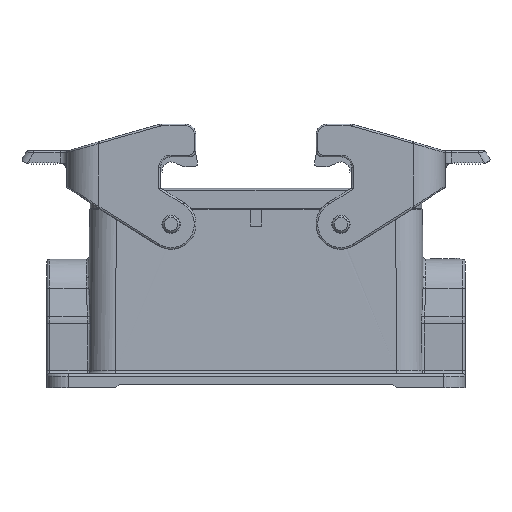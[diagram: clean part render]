
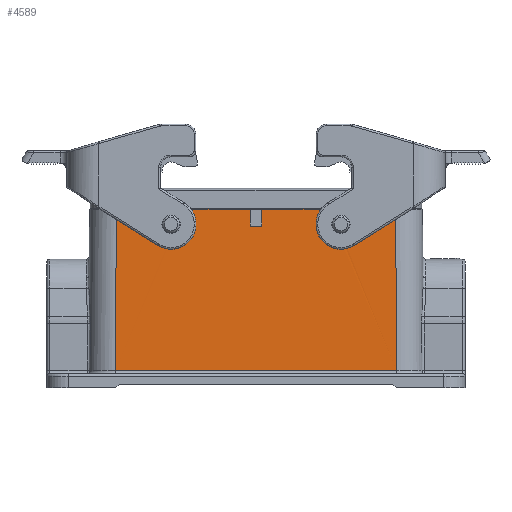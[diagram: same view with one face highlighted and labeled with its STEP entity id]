
A CAD part, front view. The second image highlights one B-rep face of the part: STEP entity #4589.
In plain terms, the highlighted planar face has unit normal (0, -1, 0.007).
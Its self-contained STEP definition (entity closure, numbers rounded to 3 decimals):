
#4589=ADVANCED_FACE('',(#7916,#7917,#7918),#5323,.F.);
#5323=PLANE('',#16160);
#5631=B_SPLINE_CURVE_WITH_KNOTS('',3,(#21540,#21541,#21542,#21543,#21544,
#21545,#21546,#21547,#21548,#21549),.UNSPECIFIED.,.F.,.F.,(4,2,2,2,4),(0.,
0.25,0.5,0.75,1.),.UNSPECIFIED.);
#5632=B_SPLINE_CURVE_WITH_KNOTS('',3,(#21553,#21554,#21555,#21556,#21557,
#21558,#21559,#21560,#21561,#21562),.UNSPECIFIED.,.F.,.F.,(4,2,2,2,4),(0.,
0.25,0.5,0.75,1.),.UNSPECIFIED.);
#5633=B_SPLINE_CURVE_WITH_KNOTS('',3,(#21566,#21567,#21568,#21569,#21570,
#21571,#21572,#21573,#21574,#21575),.UNSPECIFIED.,.F.,.F.,(4,2,2,2,4),(0.,
0.25,0.5,0.75,1.),.UNSPECIFIED.);
#5634=B_SPLINE_CURVE_WITH_KNOTS('',3,(#21579,#21580,#21581,#21582,#21583,
#21584,#21585,#21586,#21587,#21588),.UNSPECIFIED.,.F.,.F.,(4,2,2,2,4),(0.,
0.25,0.5,0.75,1.),.UNSPECIFIED.);
#5858=LINE('',#21021,#6910);
#5862=LINE('',#21038,#6914);
#5995=LINE('',#21537,#7047);
#5996=LINE('',#21551,#7048);
#5997=LINE('',#21563,#7049);
#5998=LINE('',#21577,#7050);
#5999=LINE('',#21589,#7051);
#6000=LINE('',#21591,#7052);
#6001=LINE('',#21593,#7053);
#6002=LINE('',#21594,#7054);
#6003=LINE('',#21596,#7055);
#6004=LINE('',#21598,#7056);
#6910=VECTOR('',#17378,1.);
#6914=VECTOR('',#17390,1.);
#7047=VECTOR('',#17721,1.);
#7048=VECTOR('',#17722,1.);
#7049=VECTOR('',#17723,1.);
#7050=VECTOR('',#17724,1.);
#7051=VECTOR('',#17725,1.);
#7052=VECTOR('',#17726,1.);
#7053=VECTOR('',#17727,1.);
#7054=VECTOR('',#17728,1.);
#7055=VECTOR('',#17729,1.);
#7056=VECTOR('',#17730,1.);
#7916=FACE_BOUND('',#8118,.T.);
#7917=FACE_BOUND('',#8119,.T.);
#7918=FACE_BOUND('',#8120,.T.);
#8118=EDGE_LOOP('',(#9246,#9247,#9248,#9249));
#8119=EDGE_LOOP('',(#9250,#9251,#9252,#9253));
#8120=EDGE_LOOP('',(#9254,#9255,#9256,#9257,#9258,#9259,#9260,#9261));
#9246=ORIENTED_EDGE('',*,*,#13936,.T.);
#9247=ORIENTED_EDGE('',*,*,#13937,.T.);
#9248=ORIENTED_EDGE('',*,*,#13938,.T.);
#9249=ORIENTED_EDGE('',*,*,#13939,.T.);
#9250=ORIENTED_EDGE('',*,*,#13940,.T.);
#9251=ORIENTED_EDGE('',*,*,#13941,.T.);
#9252=ORIENTED_EDGE('',*,*,#13942,.T.);
#9253=ORIENTED_EDGE('',*,*,#13943,.T.);
#9254=ORIENTED_EDGE('',*,*,#13944,.T.);
#9255=ORIENTED_EDGE('',*,*,#13945,.T.);
#9256=ORIENTED_EDGE('',*,*,#13946,.T.);
#9257=ORIENTED_EDGE('',*,*,#13724,.T.);
#9258=ORIENTED_EDGE('',*,*,#13947,.T.);
#9259=ORIENTED_EDGE('',*,*,#13948,.T.);
#9260=ORIENTED_EDGE('',*,*,#13949,.T.);
#9261=ORIENTED_EDGE('',*,*,#13732,.T.);
#12583=VERTEX_POINT('',#21022);
#12584=VERTEX_POINT('',#21023);
#12591=VERTEX_POINT('',#21037);
#12592=VERTEX_POINT('',#21039);
#12761=VERTEX_POINT('',#21538);
#12762=VERTEX_POINT('',#21539);
#12763=VERTEX_POINT('',#21550);
#12764=VERTEX_POINT('',#21552);
#12765=VERTEX_POINT('',#21564);
#12766=VERTEX_POINT('',#21565);
#12767=VERTEX_POINT('',#21576);
#12768=VERTEX_POINT('',#21578);
#12769=VERTEX_POINT('',#21590);
#12770=VERTEX_POINT('',#21592);
#12771=VERTEX_POINT('',#21595);
#12772=VERTEX_POINT('',#21597);
#13724=EDGE_CURVE('',#12583,#12584,#5858,.T.);
#13732=EDGE_CURVE('',#12592,#12591,#5862,.T.);
#13936=EDGE_CURVE('',#12761,#12762,#5995,.T.);
#13937=EDGE_CURVE('',#12762,#12763,#5631,.T.);
#13938=EDGE_CURVE('',#12763,#12764,#5996,.T.);
#13939=EDGE_CURVE('',#12764,#12761,#5632,.T.);
#13940=EDGE_CURVE('',#12765,#12766,#5997,.T.);
#13941=EDGE_CURVE('',#12766,#12767,#5633,.T.);
#13942=EDGE_CURVE('',#12767,#12768,#5998,.T.);
#13943=EDGE_CURVE('',#12768,#12765,#5634,.T.);
#13944=EDGE_CURVE('',#12591,#12769,#5999,.T.);
#13945=EDGE_CURVE('',#12769,#12770,#6000,.T.);
#13946=EDGE_CURVE('',#12770,#12583,#6001,.T.);
#13947=EDGE_CURVE('',#12584,#12771,#6002,.T.);
#13948=EDGE_CURVE('',#12771,#12772,#6003,.T.);
#13949=EDGE_CURVE('',#12772,#12592,#6004,.T.);
#16160=AXIS2_PLACEMENT_3D('',#21599,#17731,#17732);
#17378=DIRECTION('',(-1.,0.,0.));
#17390=DIRECTION('',(-1.,0.,0.));
#17721=DIRECTION('',(1.,0.,0.));
#17722=DIRECTION('',(1.,0.,0.));
#17723=DIRECTION('',(1.,0.,0.));
#17724=DIRECTION('',(1.,0.,0.));
#17725=DIRECTION('',(-0.007,-0.007,-1.));
#17726=DIRECTION('',(1.,0.,0.));
#17727=DIRECTION('',(-0.007,0.007,1.));
#17728=DIRECTION('',(0.,-0.007,-1.));
#17729=DIRECTION('',(-1.,0.,0.));
#17730=DIRECTION('',(0.,0.007,1.));
#17731=DIRECTION('',(0.,1.,-0.007));
#17732=DIRECTION('',(0.,-0.007,-1.));
#21021=CARTESIAN_POINT('',(-200.,-21.5,5.7));
#21022=CARTESIAN_POINT('',(39.05,-21.5,5.7));
#21023=CARTESIAN_POINT('',(1.6,-21.5,5.7));
#21037=CARTESIAN_POINT('',(-39.05,-21.5,5.7));
#21038=CARTESIAN_POINT('',(-200.,-21.5,5.7));
#21039=CARTESIAN_POINT('',(-1.6,-21.5,5.7));
#21537=CARTESIAN_POINT('',(-200.,-21.529,1.55));
#21538=CARTESIAN_POINT('',(-21.75,-21.529,1.55));
#21539=CARTESIAN_POINT('',(-20.388,-21.529,1.55));
#21540=CARTESIAN_POINT('',(-20.388,-21.529,1.55));
#21541=CARTESIAN_POINT('',(-20.388,-21.536,0.622));
#21542=CARTESIAN_POINT('',(-20.716,-21.542,-0.171));
#21543=CARTESIAN_POINT('',(-22.028,-21.551,-1.484));
#21544=CARTESIAN_POINT('',(-22.822,-21.553,-1.812));
#21545=CARTESIAN_POINT('',(-24.678,-21.553,-1.813));
#21546=CARTESIAN_POINT('',(-25.471,-21.551,-1.484));
#21547=CARTESIAN_POINT('',(-26.784,-21.542,-0.171));
#21548=CARTESIAN_POINT('',(-27.113,-21.536,0.621));
#21549=CARTESIAN_POINT('',(-27.113,-21.529,1.55));
#21550=CARTESIAN_POINT('',(-27.113,-21.529,1.55));
#21551=CARTESIAN_POINT('',(-200.,-21.529,1.55));
#21552=CARTESIAN_POINT('',(-25.75,-21.529,1.55));
#21553=CARTESIAN_POINT('',(-25.75,-21.529,1.55));
#21554=CARTESIAN_POINT('',(-25.75,-21.525,2.102));
#21555=CARTESIAN_POINT('',(-25.555,-21.522,2.574));
#21556=CARTESIAN_POINT('',(-24.774,-21.517,3.355));
#21557=CARTESIAN_POINT('',(-24.302,-21.515,3.55));
#21558=CARTESIAN_POINT('',(-23.198,-21.515,3.55));
#21559=CARTESIAN_POINT('',(-22.726,-21.517,3.355));
#21560=CARTESIAN_POINT('',(-21.946,-21.522,2.574));
#21561=CARTESIAN_POINT('',(-21.75,-21.525,2.102));
#21562=CARTESIAN_POINT('',(-21.75,-21.529,1.55));
#21563=CARTESIAN_POINT('',(-200.,-21.529,1.55));
#21564=CARTESIAN_POINT('',(25.75,-21.529,1.55));
#21565=CARTESIAN_POINT('',(27.113,-21.529,1.55));
#21566=CARTESIAN_POINT('',(27.112,-21.529,1.55));
#21567=CARTESIAN_POINT('',(27.112,-21.536,0.622));
#21568=CARTESIAN_POINT('',(26.784,-21.542,-0.171));
#21569=CARTESIAN_POINT('',(25.472,-21.551,-1.484));
#21570=CARTESIAN_POINT('',(24.678,-21.553,-1.812));
#21571=CARTESIAN_POINT('',(22.822,-21.553,-1.813));
#21572=CARTESIAN_POINT('',(22.029,-21.551,-1.484));
#21573=CARTESIAN_POINT('',(20.716,-21.542,-0.171));
#21574=CARTESIAN_POINT('',(20.387,-21.536,0.621));
#21575=CARTESIAN_POINT('',(20.387,-21.529,1.55));
#21576=CARTESIAN_POINT('',(20.388,-21.529,1.55));
#21577=CARTESIAN_POINT('',(-200.,-21.529,1.55));
#21578=CARTESIAN_POINT('',(21.75,-21.529,1.55));
#21579=CARTESIAN_POINT('',(21.75,-21.529,1.55));
#21580=CARTESIAN_POINT('',(21.75,-21.525,2.102));
#21581=CARTESIAN_POINT('',(21.945,-21.522,2.574));
#21582=CARTESIAN_POINT('',(22.726,-21.517,3.355));
#21583=CARTESIAN_POINT('',(23.198,-21.515,3.55));
#21584=CARTESIAN_POINT('',(24.302,-21.515,3.55));
#21585=CARTESIAN_POINT('',(24.774,-21.517,3.355));
#21586=CARTESIAN_POINT('',(25.554,-21.522,2.574));
#21587=CARTESIAN_POINT('',(25.75,-21.525,2.102));
#21588=CARTESIAN_POINT('',(25.75,-21.529,1.55));
#21589=CARTESIAN_POINT('',(-39.351,-21.825,-40.299));
#21590=CARTESIAN_POINT('',(-39.345,-21.819,-39.456));
#21591=CARTESIAN_POINT('',(-200.,-21.819,-39.456));
#21592=CARTESIAN_POINT('',(39.345,-21.819,-39.456));
#21593=CARTESIAN_POINT('',(39.051,-21.5,5.651));
#21594=CARTESIAN_POINT('',(1.6,-21.5,5.7));
#21595=CARTESIAN_POINT('',(1.6,-21.533,1.));
#21596=CARTESIAN_POINT('',(-200.,-21.533,1.));
#21597=CARTESIAN_POINT('',(-1.6,-21.533,1.));
#21598=CARTESIAN_POINT('',(-1.6,-21.5,5.7));
#21599=CARTESIAN_POINT('',(-200.,-21.5,5.7));
